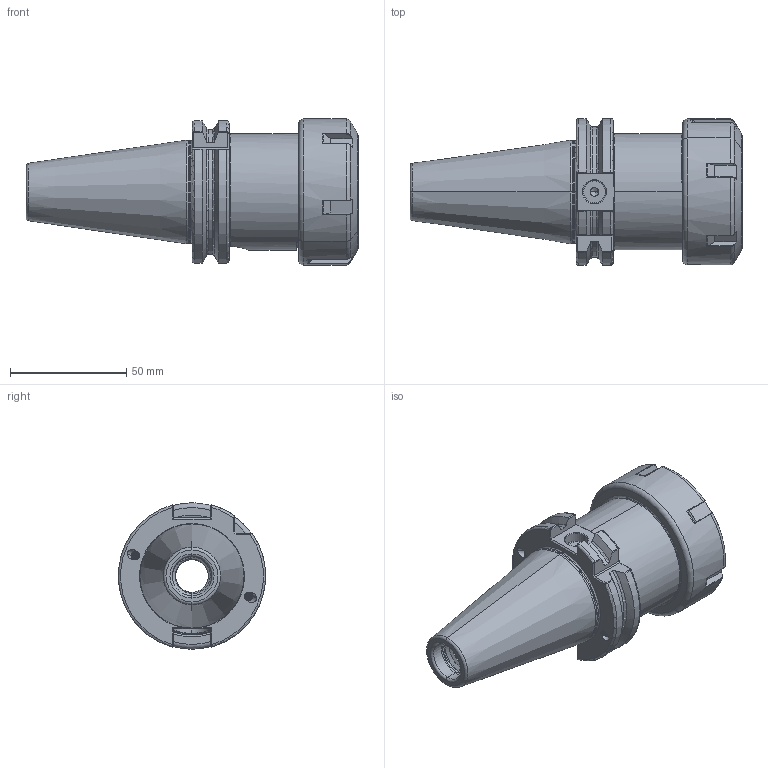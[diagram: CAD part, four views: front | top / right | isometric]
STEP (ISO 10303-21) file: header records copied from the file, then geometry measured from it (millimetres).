
FILE_DESCRIPTION (( 'STEP AP203' ), '1' );
FILE_NAME ('403.02.26.STEP', '2016-07-16T05:33:08', ( '' ), ( '' ), 'SwSTEP 2.0', 'SolidWorks 2012', '' );
FILE_SCHEMA (( 'CONFIG_CONTROL_DESIGN' ));
Length unit declared in the file: millimetre
Products named in the file (3): 403.02.26; 2-01.100.0400260C7_ER40螺帽(六溝)
Assembly tree (2 placements, depth 2):
  403.02.26
    403.02.26
    2-01.100.0400260C7_ER40螺帽(六溝)
Bounding box: 143.1 x 63.34 x 62.96 mm (x, y, z)
Volume: 175131.3 mm3; surface area: 51506.2 mm2
Topology: 2 solids, 2 shells, 421 faces, 1128 edges, 705 vertices
Faces by surface type: cylinder 164, plane 93, bspline 66, torus 60, cone 38
Entity records: 26794 total; most frequent: CARTESIAN_POINT 17436, ORIENTED_EDGE 2232, DIRECTION 1511, EDGE_CURVE 1116, VERTEX_POINT 705, AXIS2_PLACEMENT_3D 589, EDGE_LOOP 435, FACE_OUTER_BOUND 421
